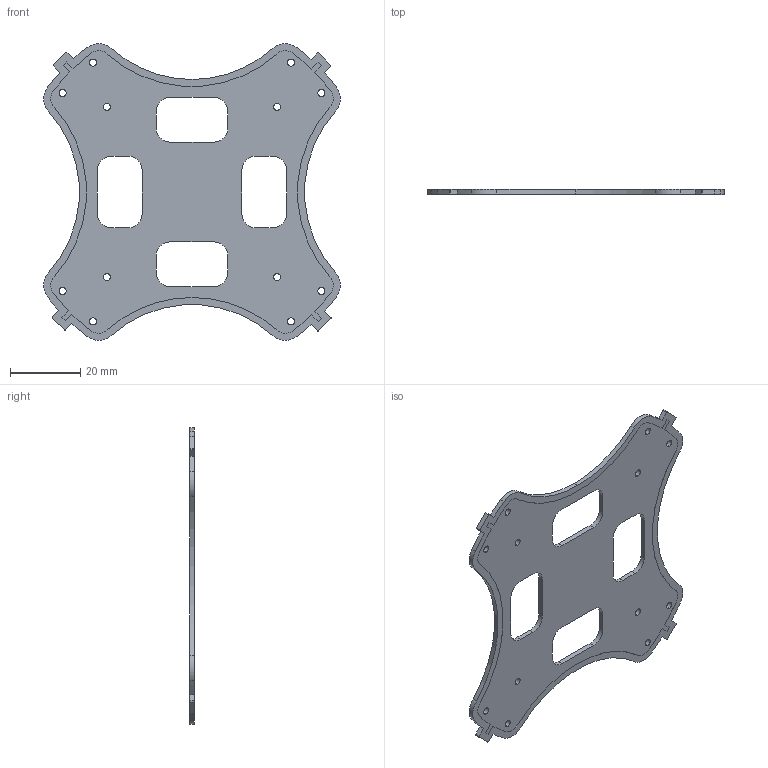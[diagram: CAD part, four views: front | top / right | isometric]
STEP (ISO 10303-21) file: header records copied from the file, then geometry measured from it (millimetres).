
FILE_DESCRIPTION (( 'STEP AP214' ), '1' );
FILE_NAME ('DJI_F330_top_plate.STEP', '2022-12-07T15:48:15', ( '' ), ( '' ), 'SwSTEP 2.0', 'SolidWorks 2022', '' );
FILE_SCHEMA (( 'AUTOMOTIVE_DESIGN' ));
Length unit declared in the file: millimetre
Products named in the file (1): DJI_F330_top_plate
Bounding box: 84.52 x 1.41 x 84.52 mm (x, y, z)
Volume: 6234.1 mm3; surface area: 9845.6 mm2
Topology: 1 solids, 1 shells, 139 faces, 408 edges, 272 vertices
Faces by surface type: cylinder 96, plane 43
Entity records: 5208 total; most frequent: DIRECTION 880, CARTESIAN_POINT 820, ORIENTED_EDGE 816, EDGE_CURVE 408, AXIS2_PLACEMENT_3D 332, VERTEX_POINT 272, LINE 216, VECTOR 216
